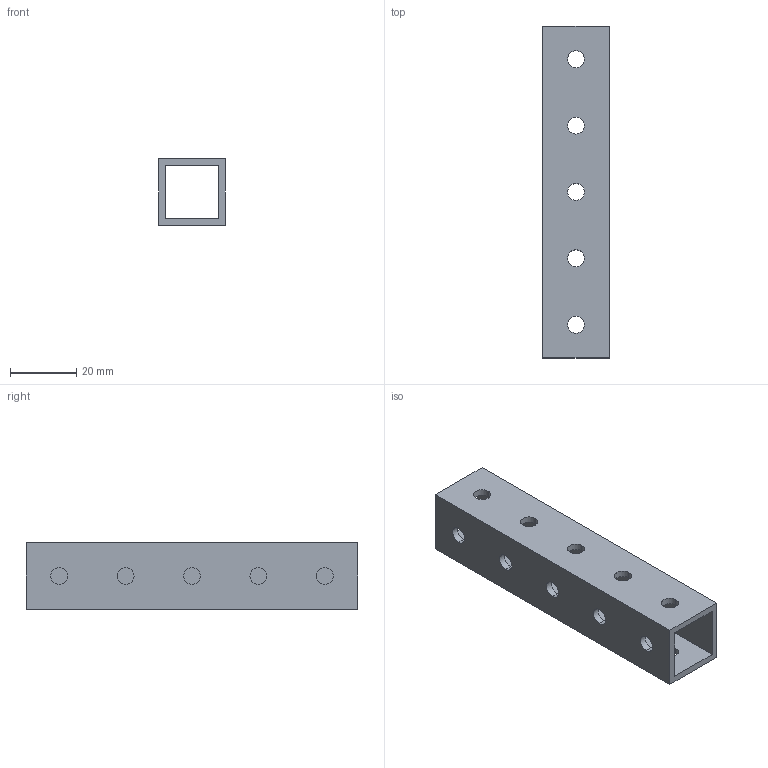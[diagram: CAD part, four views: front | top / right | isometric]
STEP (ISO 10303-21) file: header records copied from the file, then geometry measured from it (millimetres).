
FILE_DESCRIPTION (( 'STEP AP203' ), '1' );
FILE_NAME ('Proflie G''.STEP', '2024-02-07T16:25:54', ( '' ), ( '' ), 'SwSTEP 2.0', 'SolidWorks 2023', '' );
FILE_SCHEMA (( 'CONFIG_CONTROL_DESIGN' ));
Length unit declared in the file: millimetre
Products named in the file (1): Proflie G''
Bounding box: 20 x 100 x 20 mm (x, y, z)
Volume: 13787.2 mm3; surface area: 14555.8 mm2
Topology: 1 solids, 1 shells, 40 faces, 114 edges, 76 vertices
Faces by surface type: cylinder 30, plane 10
Entity records: 1479 total; most frequent: DIRECTION 256, CARTESIAN_POINT 231, ORIENTED_EDGE 228, EDGE_CURVE 114, AXIS2_PLACEMENT_3D 101, VERTEX_POINT 76, EDGE_LOOP 72, CIRCLE 60
